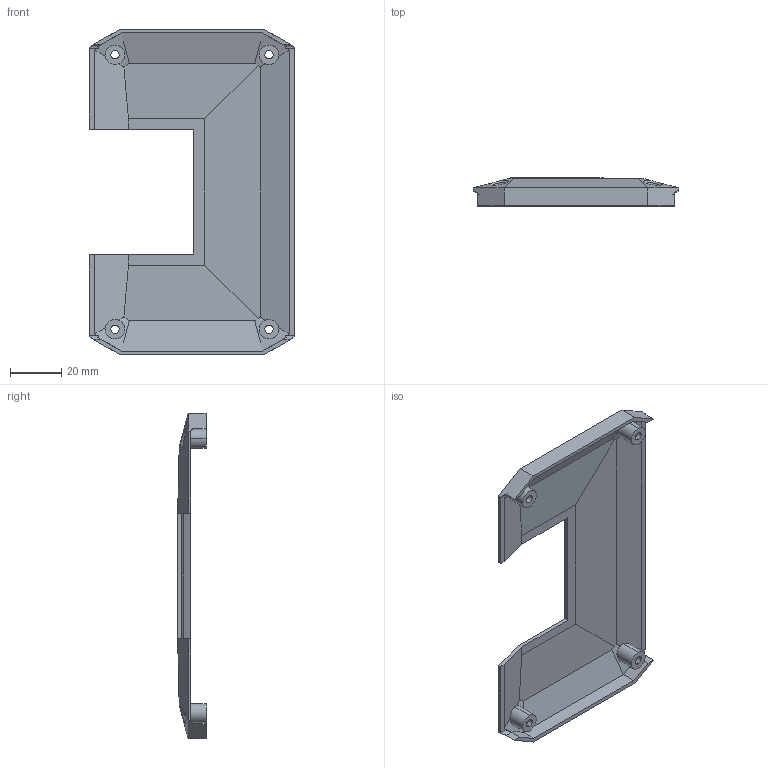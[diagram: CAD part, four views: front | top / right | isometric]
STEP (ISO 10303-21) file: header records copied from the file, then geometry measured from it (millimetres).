
FILE_DESCRIPTION((''),'2;1');
FILE_NAME('ROBOTIS-OP3_CVR_FOOT_PRT','2017-02-10T',('kimdolyang'),(''),'PRO/ENGINEER BY PARAMETRIC TECHNOLOGY CORPORATION, 2013410','PRO/ENGINEER BY PARAMETRIC TECHNOLOGY CORPORATION, 2013410','');
FILE_SCHEMA(('AUTOMOTIVE_DESIGN { 1 0 10303 214 1 1 1 1 }'));
Length unit declared in the file: millimetre
Products named in the file (1): ROBOTIS-OP3_CVR_FOOT_PRT
Bounding box: 80 x 11 x 127 mm (x, y, z)
Volume: 13963 mm3; surface area: 19849.2 mm2
Topology: 1 solids, 1 shells, 101 faces, 277 edges, 178 vertices
Faces by surface type: plane 61, cylinder 28, bspline 12
Entity records: 4101 total; most frequent: CARTESIAN_POINT 1572, ORIENTED_EDGE 554, DIRECTION 431, EDGE_CURVE 277, VECTOR 181, LINE 181, VERTEX_POINT 178, AXIS2_PLACEMENT_3D 125
